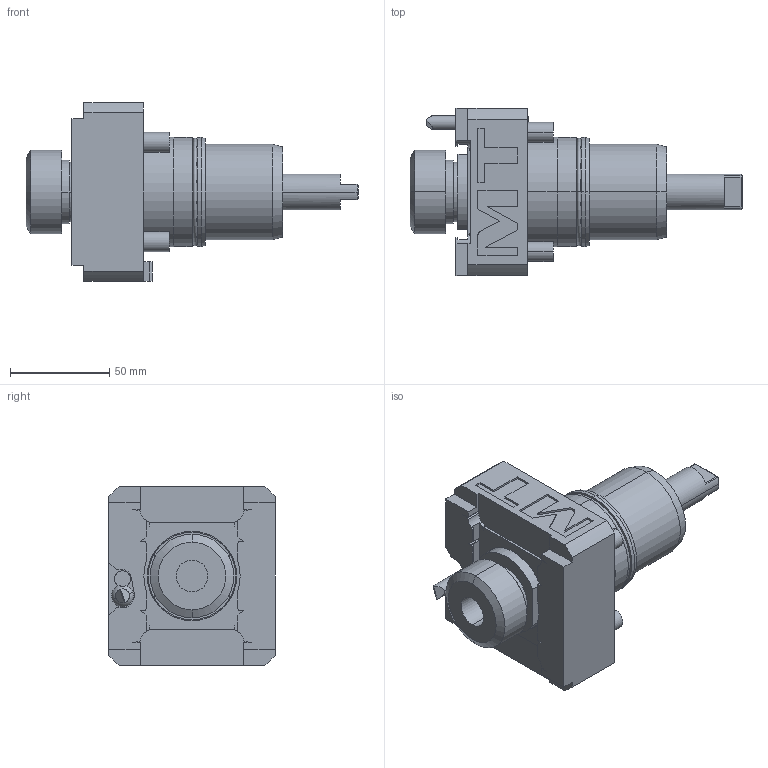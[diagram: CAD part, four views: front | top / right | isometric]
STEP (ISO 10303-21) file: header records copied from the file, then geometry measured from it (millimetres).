
FILE_DESCRIPTION((''),'2;1');
FILE_NAME('NKM1830125_CONF','2023-03-09T15:05:41',('sterribile'),('M.T. srl'),'CREO PARAMETRIC BY PTC INC, 2021072','CREO PARAMETRIC BY PTC INC, 2021072','');
FILE_SCHEMA(('CONFIG_CONTROL_DESIGN'));
Length unit declared in the file: millimetre
Products named in the file (1): NKM1830125_CONF
Bounding box: 167.16 x 84 x 90 mm (x, y, z)
Volume: 422960.7 mm3; surface area: 54359.8 mm2
Topology: 1 solids, 1 shells, 270 faces, 698 edges, 456 vertices
Faces by surface type: plane 161, cylinder 83, cone 12, torus 8, extrusion 4, sphere 2
Entity records: 8428 total; most frequent: CARTESIAN_POINT 1606, DIRECTION 1440, ORIENTED_EDGE 1396, EDGE_CURVE 698, AXIS2_PLACEMENT_3D 492, VECTOR 456, VERTEX_POINT 456, LINE 452
